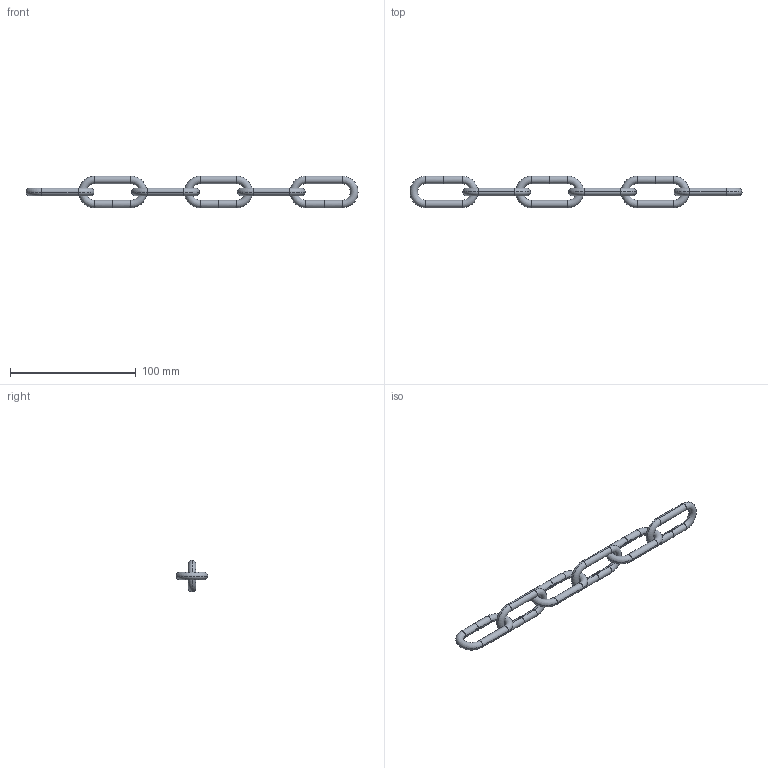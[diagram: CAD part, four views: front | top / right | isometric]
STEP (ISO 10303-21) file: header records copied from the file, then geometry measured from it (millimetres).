
FILE_DESCRIPTION (( 'STEP AP203' ), '1' );
FILE_NAME ('101200006.STEP', '2018-03-15T09:13:44', ( '' ), ( '' ), 'SwSTEP 2.0', 'SolidWorks 2015', '' );
FILE_SCHEMA (( 'CONFIG_CONTROL_DESIGN' ));
Length unit declared in the file: millimetre
Products named in the file (2): 101100004 Teil1_101200006; 101200006
Assembly tree (6 placements, depth 2):
  101200006
    101100004 Teil1_101200006  x6
Bounding box: 264 x 25.2 x 25.2 mm (x, y, z)
Volume: 20003.8 mm3; surface area: 13360 mm2
Topology: 6 solids, 6 shells, 1350 faces, 3660 edges, 2364 vertices
Faces by surface type: bspline 648, plane 450, cylinder 228, torus 24
Entity records: 12182 total; most frequent: CARTESIAN_POINT 6942, ORIENTED_EDGE 1220, DIRECTION 692, EDGE_CURVE 610, VERTEX_POINT 394, VECTOR 276, LINE 276, B_SPLINE_CURVE_WITH_KNOTS 236
